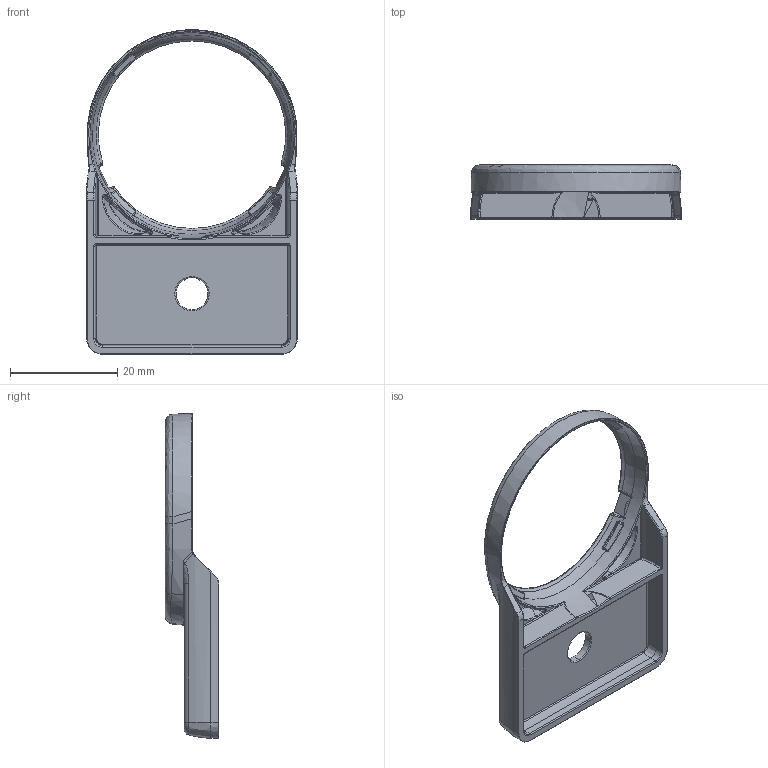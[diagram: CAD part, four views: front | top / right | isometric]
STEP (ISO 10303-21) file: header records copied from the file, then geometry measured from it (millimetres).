
FILE_DESCRIPTION((''),'2;1');
FILE_NAME('05-1105-0068_SCHILDTRAEG','2023-07-26T10:05:50',('Beil'),(''),'CREO PARAMETRIC BY PTC INC, 2019030','CREO PARAMETRIC BY PTC INC, 2019030','');
FILE_SCHEMA(('CONFIG_CONTROL_DESIGN','SHAPE_APPEARANCE_LAYERS_GROUPS'));
Length unit declared in the file: millimetre
Products named in the file (1): 05-1105-0068_SCHILDTRAEG
Bounding box: 39.3 x 10.05 x 60.6 mm (x, y, z)
Volume: 3104.8 mm3; surface area: 4795.4 mm2
Topology: 1 solids, 1 shells, 378 faces, 878 edges, 502 vertices
Faces by surface type: bspline 182, cylinder 72, plane 46, torus 44, cone 18, sphere 16
Entity records: 22067 total; most frequent: CARTESIAN_POINT 11967, ORIENTED_EDGE 1756, DIRECTION 1278, PRESENTATION_STYLE_ASSIGNMENT 879, STYLED_ITEM 879, CURVE_STYLE 878, EDGE_CURVE 878, AXIS2_PLACEMENT_3D 553
